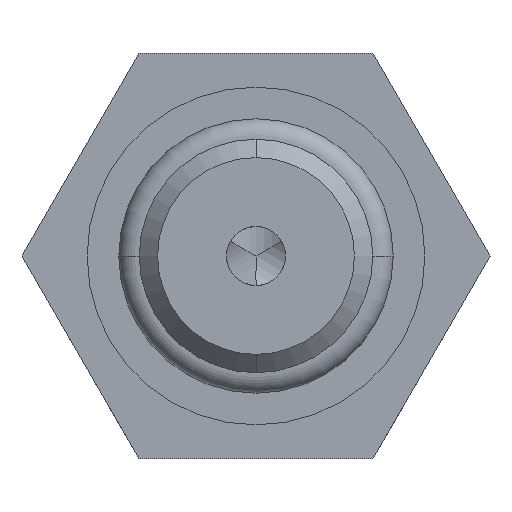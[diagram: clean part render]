
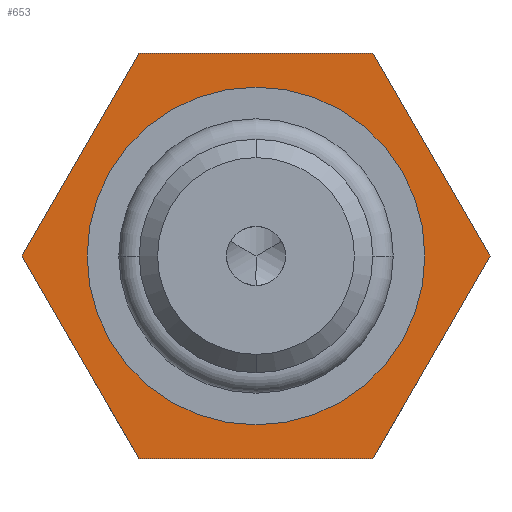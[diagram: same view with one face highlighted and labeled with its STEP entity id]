
A CAD part, front view. The second image highlights one B-rep face of the part: STEP entity #653.
In plain terms, the highlighted planar face has unit normal (0, -1, 0).
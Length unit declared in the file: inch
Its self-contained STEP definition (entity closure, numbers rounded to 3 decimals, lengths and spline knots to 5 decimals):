
#73=DIRECTION('',(1.,0.,0.));
#74=VECTOR('',#73,0.43301);
#75=CARTESIAN_POINT('',(-0.21651,0.,0.375));
#76=LINE('',#75,#74);
#77=DIRECTION('',(0.5,0.,-0.866));
#78=VECTOR('',#77,0.43301);
#79=CARTESIAN_POINT('',(0.21651,0.,0.375));
#80=LINE('',#79,#78);
#81=DIRECTION('',(-0.5,0.,-0.866));
#82=VECTOR('',#81,0.43301);
#83=CARTESIAN_POINT('',(0.43301,0.,0.));
#84=LINE('',#83,#82);
#85=DIRECTION('',(-1.,0.,0.));
#86=VECTOR('',#85,0.43301);
#87=CARTESIAN_POINT('',(0.21651,0.,-0.375));
#88=LINE('',#87,#86);
#89=DIRECTION('',(-0.5,0.,0.866));
#90=VECTOR('',#89,0.43301);
#91=CARTESIAN_POINT('',(-0.21651,0.,-0.375));
#92=LINE('',#91,#90);
#93=DIRECTION('',(0.5,0.,0.866));
#94=VECTOR('',#93,0.43301);
#95=CARTESIAN_POINT('',(-0.43301,0.,0.));
#96=LINE('',#95,#94);
#97=CARTESIAN_POINT('',(0.,0.,0.));
#98=DIRECTION('',(0.,1.,0.));
#99=DIRECTION('',(0.,0.,-1.));
#100=AXIS2_PLACEMENT_3D('',#97,#98,#99);
#102=CARTESIAN_POINT('',(0.,0.,0.));
#103=DIRECTION('',(0.,1.,0.));
#104=DIRECTION('',(0.,0.,1.));
#105=AXIS2_PLACEMENT_3D('',#102,#103,#104);
#447=CARTESIAN_POINT('',(-0.21651,0.,0.375));
#448=CARTESIAN_POINT('',(0.21651,0.,0.375));
#449=VERTEX_POINT('',#447);
#450=VERTEX_POINT('',#448);
#451=CARTESIAN_POINT('',(0.43301,0.,0.));
#452=VERTEX_POINT('',#451);
#453=CARTESIAN_POINT('',(0.21651,0.,-0.375));
#454=VERTEX_POINT('',#453);
#455=CARTESIAN_POINT('',(-0.21651,0.,-0.375));
#456=VERTEX_POINT('',#455);
#457=CARTESIAN_POINT('',(-0.43301,0.,0.));
#458=VERTEX_POINT('',#457);
#495=CARTESIAN_POINT('',(0.,0.,-0.3125));
#496=CARTESIAN_POINT('',(0.,0.,0.3125));
#497=VERTEX_POINT('',#495);
#498=VERTEX_POINT('',#496);
#629=CARTESIAN_POINT('',(0.,0.,0.));
#630=DIRECTION('',(0.,1.,0.));
#631=DIRECTION('',(1.,0.,0.));
#632=AXIS2_PLACEMENT_3D('',#629,#630,#631);
#633=PLANE('',#632);
#635=ORIENTED_EDGE('',*,*,#634,.T.);
#637=ORIENTED_EDGE('',*,*,#636,.T.);
#639=ORIENTED_EDGE('',*,*,#638,.T.);
#641=ORIENTED_EDGE('',*,*,#640,.T.);
#643=ORIENTED_EDGE('',*,*,#642,.T.);
#645=ORIENTED_EDGE('',*,*,#644,.T.);
#646=EDGE_LOOP('',(#635,#637,#639,#641,#643,#645));
#647=FACE_OUTER_BOUND('',#646,.F.);
#649=ORIENTED_EDGE('',*,*,#648,.F.);
#650=ORIENTED_EDGE('',*,*,#619,.F.);
#651=EDGE_LOOP('',(#649,#650));
#652=FACE_BOUND('',#651,.F.);
#101=CIRCLE('',#100,0.3125);
#106=CIRCLE('',#105,0.3125);
#619=EDGE_CURVE('',#498,#497,#106,.T.);
#634=EDGE_CURVE('',#449,#450,#76,.T.);
#636=EDGE_CURVE('',#450,#452,#80,.T.);
#638=EDGE_CURVE('',#452,#454,#84,.T.);
#640=EDGE_CURVE('',#454,#456,#88,.T.);
#642=EDGE_CURVE('',#456,#458,#92,.T.);
#644=EDGE_CURVE('',#458,#449,#96,.T.);
#648=EDGE_CURVE('',#497,#498,#101,.T.);
#653=ADVANCED_FACE('',(#647,#652),#633,.F.);
